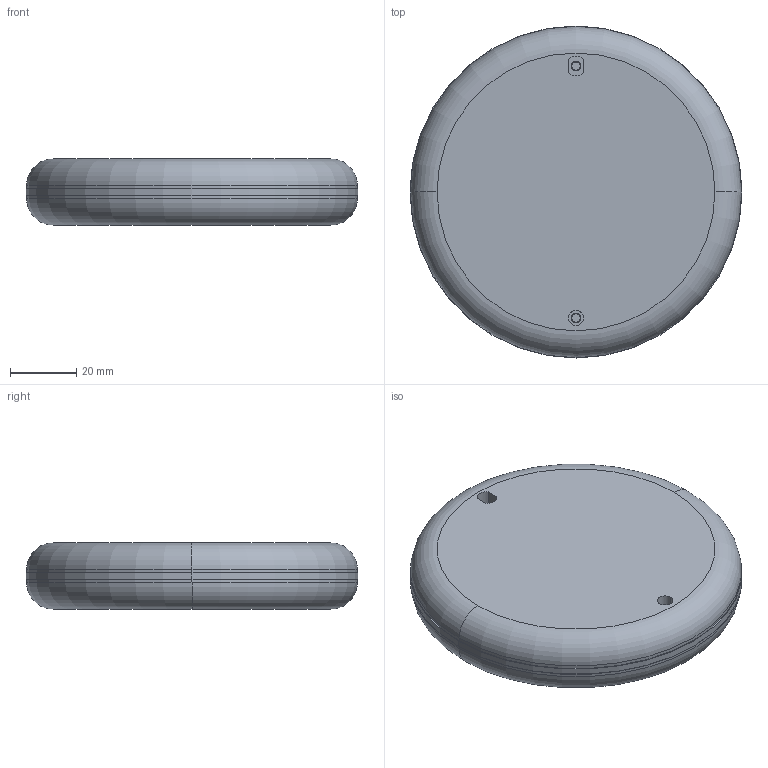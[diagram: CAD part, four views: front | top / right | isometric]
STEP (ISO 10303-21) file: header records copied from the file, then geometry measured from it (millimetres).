
FILE_DESCRIPTION((''),'2;1');
FILE_NAME('BADANAMU_READER_ASM','2013-11-03T',('fvarela'),('Research in Motion'),'PRO/ENGINEER BY PARAMETRIC TECHNOLOGY CORPORATION, 2012360','PRO/ENGINEER BY PARAMETRIC TECHNOLOGY CORPORATION, 2012360','');
FILE_SCHEMA(('AUTOMOTIVE_DESIGN { 1 0 10303 214 1 1 1 1 }'));
Length unit declared in the file: millimetre
Products named in the file (7): B_BOTTOM_COVER; B_LIGHT_RING; B_PCB; B_AAA_CELLS; B_LEDS; B_TOP_COVER; BADANAMU_READER_ASM
Assembly tree (6 placements, depth 2):
  BADANAMU_READER_ASM
    B_BOTTOM_COVER
    B_LIGHT_RING
    B_PCB
    B_AAA_CELLS
    B_LEDS
    B_TOP_COVER
Bounding box: 100.4 x 100.4 x 20 mm (x, y, z)
Volume: 44977.3 mm3; surface area: 61661.7 mm2
Topology: 16 solids, 16 shells, 190 faces, 425 edges, 280 vertices
Faces by surface type: cylinder 94, plane 88, torus 8
Entity records: 8345 total; most frequent: DIRECTION 1032, CARTESIAN_POINT 973, ORIENTED_EDGE 850, PRESENTATION_STYLE_ASSIGNMENT 587, STYLED_ITEM 441, CURVE_STYLE 425, EDGE_CURVE 425, AXIS2_PLACEMENT_3D 409
